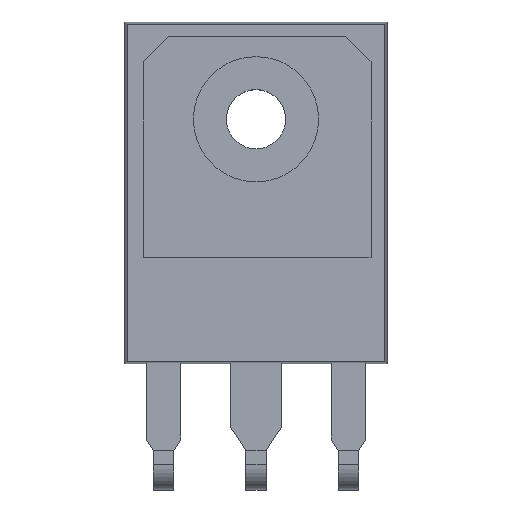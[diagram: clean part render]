
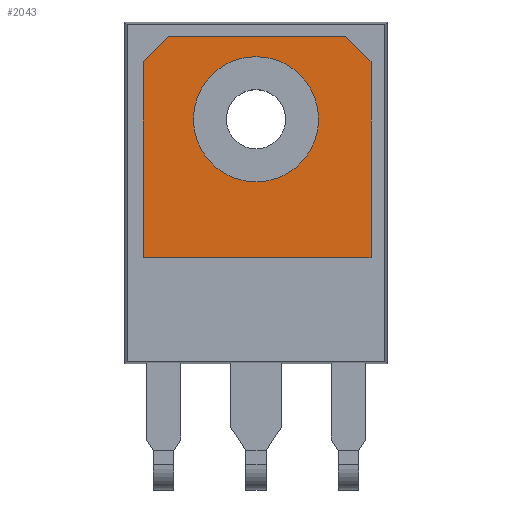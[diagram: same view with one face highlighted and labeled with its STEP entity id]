
A CAD part, top view. The second image highlights one B-rep face of the part: STEP entity #2043.
In plain terms, the highlighted planar face has unit normal (0, 0, 1).
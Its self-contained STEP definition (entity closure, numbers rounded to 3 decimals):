
#1761=CARTESIAN_POINT('',(-3.7,21.39,5.3));
#1762=VERTEX_POINT('',#1761);
#1771=CARTESIAN_POINT('',(3.7,21.39,5.3));
#1772=VERTEX_POINT('',#1771);
#1773=CARTESIAN_POINT('',(0.,21.39,5.3));
#1774=DIRECTION('',(0.0,0.0,-1.0));
#1775=DIRECTION('',(-1.0,0.0,0.0));
#1776=AXIS2_PLACEMENT_3D('',#1773,#1774,#1775);
#1777=CIRCLE('',#1776,3.7);
#1778=EDGE_CURVE('',#1772,#1762,#1777,.T.);
#1812=CARTESIAN_POINT('',(0.,21.39,5.3));
#1813=DIRECTION('',(0.0,0.0,-1.0));
#1814=DIRECTION('',(-1.0,0.0,0.0));
#1815=AXIS2_PLACEMENT_3D('',#1812,#1813,#1814);
#1816=CIRCLE('',#1815,3.7);
#1817=EDGE_CURVE('',#1762,#1772,#1816,.T.);
#1837=CARTESIAN_POINT('',(-5.165,26.29,5.3));
#1838=VERTEX_POINT('',#1837);
#1845=CARTESIAN_POINT('',(5.295,26.29,5.3));
#1846=VERTEX_POINT('',#1845);
#1847=CARTESIAN_POINT('',(5.295,26.29,5.3));
#1848=DIRECTION('',(-1.0,0.0,0.0));
#1849=VECTOR('',#1848,10.46);
#1850=LINE('',#1847,#1849);
#1851=EDGE_CURVE('',#1846,#1838,#1850,.T.);
#1875=CARTESIAN_POINT('',(-6.665,24.79,5.3));
#1876=VERTEX_POINT('',#1875);
#1883=CARTESIAN_POINT('',(-5.165,26.29,5.3));
#1884=DIRECTION('',(-0.707,-0.707,0.));
#1885=VECTOR('',#1884,2.121);
#1886=LINE('',#1883,#1885);
#1887=EDGE_CURVE('',#1838,#1876,#1886,.T.);
#1906=CARTESIAN_POINT('',(-6.665,13.21,5.3));
#1907=VERTEX_POINT('',#1906);
#1914=CARTESIAN_POINT('',(-6.665,24.79,5.3));
#1915=DIRECTION('',(0.0,-1.0,0.0));
#1916=VECTOR('',#1915,11.58);
#1917=LINE('',#1914,#1916);
#1918=EDGE_CURVE('',#1876,#1907,#1917,.T.);
#1937=CARTESIAN_POINT('',(6.795,13.21,5.3));
#1938=VERTEX_POINT('',#1937);
#1945=CARTESIAN_POINT('',(-6.665,13.21,5.3));
#1946=DIRECTION('',(1.0,0.0,0.0));
#1947=VECTOR('',#1946,13.46);
#1948=LINE('',#1945,#1947);
#1949=EDGE_CURVE('',#1907,#1938,#1948,.T.);
#1968=CARTESIAN_POINT('',(6.795,24.79,5.3));
#1969=VERTEX_POINT('',#1968);
#1976=CARTESIAN_POINT('',(6.795,13.21,5.3));
#1977=DIRECTION('',(0.0,1.0,0.0));
#1978=VECTOR('',#1977,11.58);
#1979=LINE('',#1976,#1978);
#1980=EDGE_CURVE('',#1938,#1969,#1979,.T.);
#1998=CARTESIAN_POINT('',(6.795,24.79,5.3));
#1999=DIRECTION('',(-0.707,0.707,0.));
#2000=VECTOR('',#1999,2.121);
#2001=LINE('',#1998,#2000);
#2002=EDGE_CURVE('',#1969,#1846,#2001,.T.);
#2026=CARTESIAN_POINT('',(0.065,19.508,5.3));
#2027=DIRECTION('',(0.0,0.0,-1.0));
#2028=DIRECTION('',(-1.0,0.0,0.0));
#2029=AXIS2_PLACEMENT_3D('',#2026,#2027,#2028);
#2030=PLANE('',#2029);
#2031=ORIENTED_EDGE('',*,*,#2002,.T.);
#2032=ORIENTED_EDGE('',*,*,#1851,.T.);
#2033=ORIENTED_EDGE('',*,*,#1887,.T.);
#2034=ORIENTED_EDGE('',*,*,#1918,.T.);
#2035=ORIENTED_EDGE('',*,*,#1949,.T.);
#2036=ORIENTED_EDGE('',*,*,#1980,.T.);
#2037=EDGE_LOOP('',(#2031,#2032,#2033,#2034,#2035,#2036));
#2038=FACE_OUTER_BOUND('',#2037,.T.);
#2039=ORIENTED_EDGE('',*,*,#1817,.T.);
#2040=ORIENTED_EDGE('',*,*,#1778,.T.);
#2041=EDGE_LOOP('',(#2039,#2040));
#2042=FACE_BOUND('',#2041,.T.);
#2043=ADVANCED_FACE('',(#2038,#2042),#2030,.F.);
